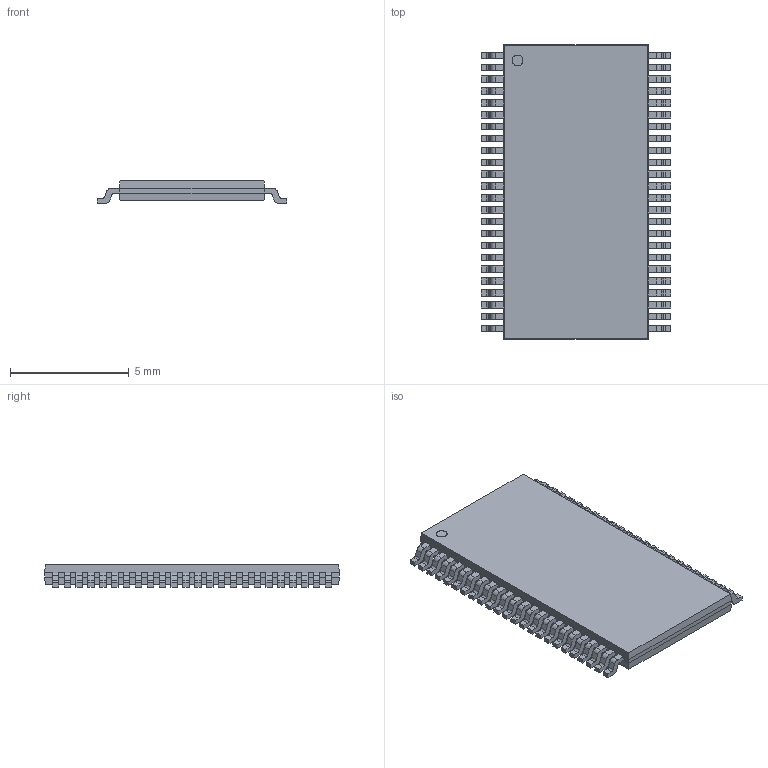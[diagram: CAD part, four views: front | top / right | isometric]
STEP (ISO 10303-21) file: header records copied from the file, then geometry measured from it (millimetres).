
FILE_DESCRIPTION(('FreeCAD Model'),'2;1');
FILE_NAME('tssop48.stp', '2015-12-05T18:04:59',('Author'),(''), 'Open CASCADE STEP processor 6.7','FreeCAD','Unknown');
FILE_SCHEMA(('AUTOMOTIVE_DESIGN_CC2 { 1 2 10303 214 -1 1 5 4 }'));
Length unit declared in the file: millimetre
Products named in the file (4): ASSEMBLY; Pocket; Array_(Mirror_#1); Array
Assembly tree (3 placements, depth 2):
  ASSEMBLY
    Pocket
    Array_(Mirror_#1)
    Array
Bounding box: 8 x 12.4 x 0.95 mm (x, y, z)
Volume: 67.6 mm3; surface area: 243.5 mm2
Topology: 49 solids, 49 shells, 688 faces, 1759 edges, 1170 vertices
Faces by surface type: plane 495, cylinder 193
Full cylindrical faces by diameter (mm): 0.452 x1
Entity records: 44709 total; most frequent: CARTESIAN_POINT 8297, DIRECTION 6854, LINE 4505, VECTOR 4505, ORIENTED_EDGE 3518, PCURVE 3518, DEFINITIONAL_REPRESENTATION 3518, EDGE_CURVE 1759
